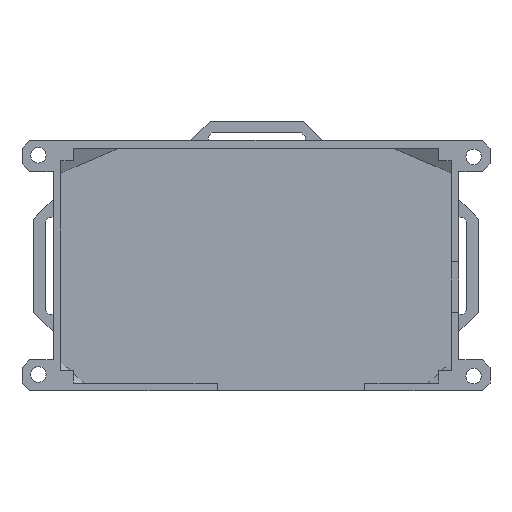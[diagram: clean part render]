
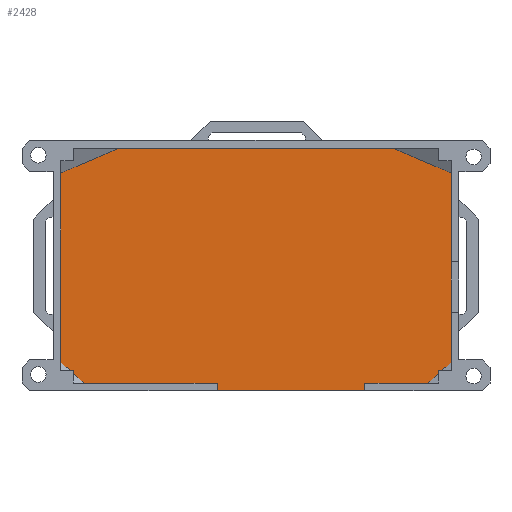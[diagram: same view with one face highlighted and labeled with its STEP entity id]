
A CAD part, top view. The second image highlights one B-rep face of the part: STEP entity #2428.
In plain terms, the highlighted planar face has unit normal (0, 0, 1).
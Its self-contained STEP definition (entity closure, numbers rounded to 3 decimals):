
#100=FACE_OUTER_BOUND('',#229,.T.);
#229=EDGE_LOOP('',(#1882,#1883,#1884,#1885,#1886,#1887,#1888,#1889,#1890,
#1891,#1892,#1893,#1894,#1895,#1896,#1897,#1898,#1899));
#390=LINE('',#3418,#730);
#490=LINE('',#3617,#830);
#493=LINE('',#3624,#833);
#496=LINE('',#3631,#836);
#499=LINE('',#3638,#839);
#509=LINE('',#3660,#849);
#510=LINE('',#3661,#850);
#511=LINE('',#3663,#851);
#512=LINE('',#3665,#852);
#513=LINE('',#3667,#853);
#514=LINE('',#3669,#854);
#515=LINE('',#3670,#855);
#516=LINE('',#3672,#856);
#517=LINE('',#3673,#857);
#518=LINE('',#3675,#858);
#519=LINE('',#3676,#859);
#520=LINE('',#3678,#860);
#521=LINE('',#3679,#861);
#730=VECTOR('',#2765,10.);
#830=VECTOR('',#2933,10.);
#833=VECTOR('',#2938,10.);
#836=VECTOR('',#2943,10.);
#839=VECTOR('',#2948,10.);
#849=VECTOR('',#2966,10.);
#850=VECTOR('',#2967,10.);
#851=VECTOR('',#2968,10.);
#852=VECTOR('',#2969,10.);
#853=VECTOR('',#2970,10.);
#854=VECTOR('',#2971,10.);
#855=VECTOR('',#2972,10.);
#856=VECTOR('',#2973,10.);
#857=VECTOR('',#2974,10.);
#858=VECTOR('',#2975,10.);
#859=VECTOR('',#2976,10.);
#860=VECTOR('',#2977,10.);
#861=VECTOR('',#2978,10.);
#1046=VERTEX_POINT('',#3415);
#1047=VERTEX_POINT('',#3417);
#1111=VERTEX_POINT('',#3615);
#1112=VERTEX_POINT('',#3616);
#1114=VERTEX_POINT('',#3622);
#1115=VERTEX_POINT('',#3623);
#1117=VERTEX_POINT('',#3629);
#1118=VERTEX_POINT('',#3630);
#1120=VERTEX_POINT('',#3636);
#1121=VERTEX_POINT('',#3637);
#1129=VERTEX_POINT('',#3659);
#1130=VERTEX_POINT('',#3662);
#1131=VERTEX_POINT('',#3664);
#1132=VERTEX_POINT('',#3666);
#1133=VERTEX_POINT('',#3668);
#1134=VERTEX_POINT('',#3671);
#1135=VERTEX_POINT('',#3674);
#1136=VERTEX_POINT('',#3677);
#1292=EDGE_CURVE('',#1047,#1046,#390,.T.);
#1392=EDGE_CURVE('',#1111,#1112,#490,.T.);
#1395=EDGE_CURVE('',#1114,#1115,#493,.T.);
#1398=EDGE_CURVE('',#1117,#1118,#496,.T.);
#1401=EDGE_CURVE('',#1120,#1121,#499,.T.);
#1412=EDGE_CURVE('',#1129,#1121,#509,.T.);
#1413=EDGE_CURVE('',#1117,#1129,#510,.T.);
#1414=EDGE_CURVE('',#1118,#1130,#511,.T.);
#1415=EDGE_CURVE('',#1130,#1131,#512,.T.);
#1416=EDGE_CURVE('',#1132,#1131,#513,.T.);
#1417=EDGE_CURVE('',#1132,#1133,#514,.T.);
#1418=EDGE_CURVE('',#1114,#1133,#515,.T.);
#1419=EDGE_CURVE('',#1134,#1115,#516,.T.);
#1420=EDGE_CURVE('',#1111,#1134,#517,.T.);
#1421=EDGE_CURVE('',#1135,#1112,#518,.T.);
#1422=EDGE_CURVE('',#1047,#1135,#519,.T.);
#1423=EDGE_CURVE('',#1136,#1046,#520,.T.);
#1424=EDGE_CURVE('',#1120,#1136,#521,.T.);
#1882=ORIENTED_EDGE('',*,*,#1401,.T.);
#1883=ORIENTED_EDGE('',*,*,#1412,.F.);
#1884=ORIENTED_EDGE('',*,*,#1413,.F.);
#1885=ORIENTED_EDGE('',*,*,#1398,.T.);
#1886=ORIENTED_EDGE('',*,*,#1414,.T.);
#1887=ORIENTED_EDGE('',*,*,#1415,.T.);
#1888=ORIENTED_EDGE('',*,*,#1416,.F.);
#1889=ORIENTED_EDGE('',*,*,#1417,.T.);
#1890=ORIENTED_EDGE('',*,*,#1418,.F.);
#1891=ORIENTED_EDGE('',*,*,#1395,.T.);
#1892=ORIENTED_EDGE('',*,*,#1419,.F.);
#1893=ORIENTED_EDGE('',*,*,#1420,.F.);
#1894=ORIENTED_EDGE('',*,*,#1392,.T.);
#1895=ORIENTED_EDGE('',*,*,#1421,.F.);
#1896=ORIENTED_EDGE('',*,*,#1422,.F.);
#1897=ORIENTED_EDGE('',*,*,#1292,.T.);
#1898=ORIENTED_EDGE('',*,*,#1423,.F.);
#1899=ORIENTED_EDGE('',*,*,#1424,.F.);
#2307=PLANE('',#2556);
#2428=ADVANCED_FACE('',(#100),#2307,.T.);
#2556=AXIS2_PLACEMENT_3D('',#3658,#2964,#2965);
#2765=DIRECTION('',(1.,0.,0.));
#2933=DIRECTION('',(0.749,-0.663,0.));
#2938=DIRECTION('',(0.749,-0.663,0.));
#2943=DIRECTION('',(0.749,0.663,0.));
#2948=DIRECTION('',(0.749,0.663,0.));
#2964=DIRECTION('center_axis',(0.,0.,1.));
#2965=DIRECTION('ref_axis',(0.,-1.,0.));
#2966=DIRECTION('',(0.,-1.,0.));
#2967=DIRECTION('',(-1.,0.,0.));
#2968=DIRECTION('',(0.,1.,0.));
#2969=DIRECTION('',(-0.919,0.395,0.));
#2970=DIRECTION('',(1.,0.,0.));
#2971=DIRECTION('',(-0.919,-0.395,0.));
#2972=DIRECTION('',(0.,1.,0.));
#2973=DIRECTION('',(-1.,0.,0.));
#2974=DIRECTION('',(0.,1.,0.));
#2975=DIRECTION('',(-1.,0.,0.));
#2976=DIRECTION('',(0.,1.,0.));
#2977=DIRECTION('',(0.,-1.,0.));
#2978=DIRECTION('',(-1.,0.,0.));
#3415=CARTESIAN_POINT('',(28.,-32.2,-8.));
#3417=CARTESIAN_POINT('',(-10.,-32.2,-8.));
#3418=CARTESIAN_POINT('',(-10.,-32.2,-8.));
#3615=CARTESIAN_POINT('',(-47.,-27.722,-8.));
#3616=CARTESIAN_POINT('',(-44.199,-30.2,-8.));
#3617=CARTESIAN_POINT('',(-30.322,-42.475,-8.));
#3622=CARTESIAN_POINT('',(-50.2,-24.891,-8.));
#3623=CARTESIAN_POINT('',(-47.816,-27.,-8.));
#3624=CARTESIAN_POINT('',(-30.322,-42.475,-8.));
#3629=CARTESIAN_POINT('',(47.816,-27.,-8.));
#3630=CARTESIAN_POINT('',(50.2,-24.891,-8.));
#3631=CARTESIAN_POINT('',(24.712,-47.438,-8.));
#3636=CARTESIAN_POINT('',(44.199,-30.2,-8.));
#3637=CARTESIAN_POINT('',(47.,-27.722,-8.));
#3638=CARTESIAN_POINT('',(24.712,-47.438,-8.));
#3658=CARTESIAN_POINT('Origin',(-10.,-30.2,-8.));
#3659=CARTESIAN_POINT('',(47.,-27.,-8.));
#3660=CARTESIAN_POINT('',(47.,-27.,-8.));
#3661=CARTESIAN_POINT('',(50.2,-27.,-8.));
#3662=CARTESIAN_POINT('',(50.2,23.848,-8.));
#3663=CARTESIAN_POINT('',(50.2,-15.6,-8.));
#3664=CARTESIAN_POINT('',(35.407,30.2,-8.));
#3665=CARTESIAN_POINT('',(17.26,37.992,-8.));
#3666=CARTESIAN_POINT('',(-35.407,30.2,-8.));
#3667=CARTESIAN_POINT('',(22.5,30.2,-8.));
#3668=CARTESIAN_POINT('',(-50.2,23.848,-8.));
#3669=CARTESIAN_POINT('',(-25.703,34.367,-8.));
#3670=CARTESIAN_POINT('',(-50.2,-25.,-8.));
#3671=CARTESIAN_POINT('',(-47.,-27.,-8.));
#3672=CARTESIAN_POINT('',(-50.2,-27.,-8.));
#3673=CARTESIAN_POINT('',(-47.,-27.,-8.));
#3674=CARTESIAN_POINT('',(-10.,-30.2,-8.));
#3675=CARTESIAN_POINT('',(-22.5,-30.2,-8.));
#3676=CARTESIAN_POINT('',(-10.,-30.2,-8.));
#3677=CARTESIAN_POINT('',(28.,-30.2,-8.));
#3678=CARTESIAN_POINT('',(28.,-30.2,-8.));
#3679=CARTESIAN_POINT('',(47.,-30.2,-8.));
